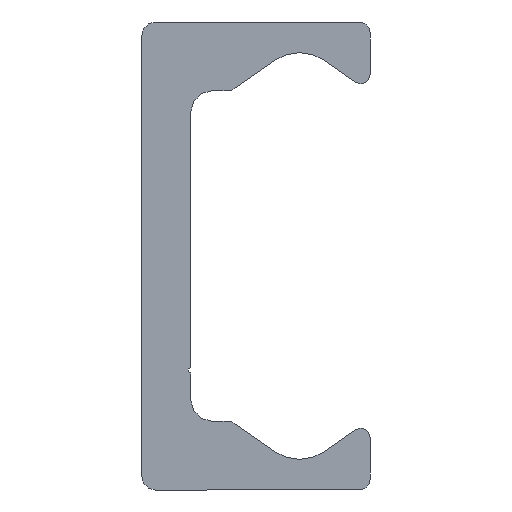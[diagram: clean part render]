
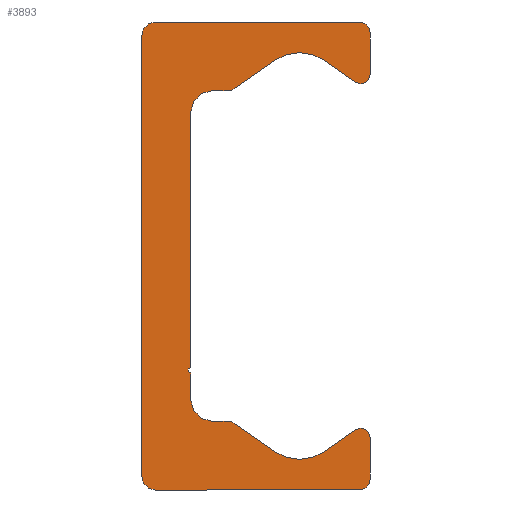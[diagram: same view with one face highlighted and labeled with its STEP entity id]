
A CAD part, left-side view. The second image highlights one B-rep face of the part: STEP entity #3893.
In plain terms, the highlighted planar face has unit normal (-1, 0, 0).
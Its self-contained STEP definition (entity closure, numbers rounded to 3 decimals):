
#2804=CARTESIAN_POINT('',(0.0,9.25,-21.5));
#2805=VERTEX_POINT('',#2804);
#2812=CARTESIAN_POINT('',(0.0,10.5,-20.25));
#2813=VERTEX_POINT('',#2812);
#2814=CARTESIAN_POINT('',(0.0,9.25,-20.25));
#2815=DIRECTION('',(1.0,0.0,0.0));
#2816=DIRECTION('',(0.0,0.0,-1.0));
#2817=AXIS2_PLACEMENT_3D('',#2814,#2815,#2816);
#2818=CIRCLE('',#2817,1.25);
#2819=EDGE_CURVE('',#2805,#2813,#2818,.T.);
#2843=CARTESIAN_POINT('',(0.0,-9.5,-21.5));
#2844=VERTEX_POINT('',#2843);
#2851=CARTESIAN_POINT('',(0.0,-9.5,-21.5));
#2852=DIRECTION('',(0.0,1.0,0.0));
#2853=VECTOR('',#2852,18.75);
#2854=LINE('',#2851,#2853);
#2855=EDGE_CURVE('',#2844,#2805,#2854,.T.);
#2875=CARTESIAN_POINT('',(0.0,-10.5,-20.5));
#2876=VERTEX_POINT('',#2875);
#2883=CARTESIAN_POINT('',(0.0,-9.5,-20.5));
#2884=DIRECTION('',(1.0,0.0,0.0));
#2885=DIRECTION('',(0.0,-1.0,0.0));
#2886=AXIS2_PLACEMENT_3D('',#2883,#2884,#2885);
#2887=CIRCLE('',#2886,1.0);
#2888=EDGE_CURVE('',#2876,#2844,#2887,.T.);
#2907=CARTESIAN_POINT('',(0.0,-10.5,-16.65));
#2908=VERTEX_POINT('',#2907);
#2915=CARTESIAN_POINT('',(0.0,-10.5,-16.65));
#2916=DIRECTION('',(0.0,0.0,-1.0));
#2917=VECTOR('',#2916,3.85);
#2918=LINE('',#2915,#2917);
#2919=EDGE_CURVE('',#2908,#2876,#2918,.T.);
#2939=CARTESIAN_POINT('',(0.0,-9.162,-15.954));
#2940=VERTEX_POINT('',#2939);
#2947=CARTESIAN_POINT('',(0.0,-9.65,-16.65));
#2948=DIRECTION('',(1.0,0.0,0.0));
#2949=DIRECTION('',(0.0,0.574,0.819));
#2950=AXIS2_PLACEMENT_3D('',#2947,#2948,#2949);
#2951=CIRCLE('',#2950,0.85);
#2952=EDGE_CURVE('',#2940,#2908,#2951,.T.);
#2971=CARTESIAN_POINT('',(0.0,-6.294,-17.962));
#2972=VERTEX_POINT('',#2971);
#2979=CARTESIAN_POINT('',(0.0,-6.294,-17.962));
#2980=DIRECTION('',(0.0,-0.819,0.574));
#2981=VECTOR('',#2980,3.501);
#2982=LINE('',#2979,#2981);
#2983=EDGE_CURVE('',#2972,#2940,#2982,.T.);
#3003=CARTESIAN_POINT('',(0.0,-1.706,-17.962));
#3004=VERTEX_POINT('',#3003);
#3011=CARTESIAN_POINT('',(0.0,-4.,-14.685));
#3012=DIRECTION('',(-1.0,0.0,0.0));
#3013=DIRECTION('',(0.0,0.574,0.819));
#3014=AXIS2_PLACEMENT_3D('',#3011,#3012,#3013);
#3015=CIRCLE('',#3014,4.0);
#3016=EDGE_CURVE('',#3004,#2972,#3015,.T.);
#3035=CARTESIAN_POINT('',(0.0,1.981,-15.381));
#3036=VERTEX_POINT('',#3035);
#3043=CARTESIAN_POINT('',(0.0,1.981,-15.381));
#3044=DIRECTION('',(0.0,-0.819,-0.574));
#3045=VECTOR('',#3044,4.5);
#3046=LINE('',#3043,#3045);
#3047=EDGE_CURVE('',#3036,#3004,#3046,.T.);
#3067=CARTESIAN_POINT('',(0.0,2.554,-15.2));
#3068=VERTEX_POINT('',#3067);
#3075=CARTESIAN_POINT('',(0.0,2.554,-16.2));
#3076=DIRECTION('',(1.0,0.0,0.0));
#3077=DIRECTION('',(0.0,0.0,1.0));
#3078=AXIS2_PLACEMENT_3D('',#3075,#3076,#3077);
#3079=CIRCLE('',#3078,1.);
#3080=EDGE_CURVE('',#3068,#3036,#3079,.T.);
#3099=CARTESIAN_POINT('',(0.0,4.0,-15.2));
#3100=VERTEX_POINT('',#3099);
#3107=CARTESIAN_POINT('',(0.0,4.0,-15.2));
#3108=DIRECTION('',(0.0,-1.0,0.0));
#3109=VECTOR('',#3108,1.446);
#3110=LINE('',#3107,#3109);
#3111=EDGE_CURVE('',#3100,#3068,#3110,.T.);
#3131=CARTESIAN_POINT('',(0.0,6.,-13.2));
#3132=VERTEX_POINT('',#3131);
#3139=CARTESIAN_POINT('',(0.0,4.,-13.2));
#3140=DIRECTION('',(-1.0,0.0,0.0));
#3141=DIRECTION('',(0.0,0.0,1.0));
#3142=AXIS2_PLACEMENT_3D('',#3139,#3140,#3141);
#3143=CIRCLE('',#3142,2.0);
#3144=EDGE_CURVE('',#3132,#3100,#3143,.T.);
#3163=CARTESIAN_POINT('',(0.0,6.,-10.75));
#3164=VERTEX_POINT('',#3163);
#3171=CARTESIAN_POINT('',(0.0,6.,-10.75));
#3172=DIRECTION('',(0.0,0.0,-1.0));
#3173=VECTOR('',#3172,2.45);
#3174=LINE('',#3171,#3173);
#3175=EDGE_CURVE('',#3164,#3132,#3174,.T.);
#3195=CARTESIAN_POINT('',(0.0,6.,-10.25));
#3196=VERTEX_POINT('',#3195);
#3203=CARTESIAN_POINT('',(0.0,6.,-10.5));
#3204=DIRECTION('',(-1.0,0.0,0.0));
#3205=DIRECTION('',(0.0,0.0,1.0));
#3206=AXIS2_PLACEMENT_3D('',#3203,#3204,#3205);
#3207=CIRCLE('',#3206,0.25);
#3208=EDGE_CURVE('',#3196,#3164,#3207,.T.);
#3227=CARTESIAN_POINT('',(0.0,6.,13.2));
#3228=VERTEX_POINT('',#3227);
#3235=CARTESIAN_POINT('',(0.0,6.,13.2));
#3236=DIRECTION('',(0.0,0.0,-1.0));
#3237=VECTOR('',#3236,23.45);
#3238=LINE('',#3235,#3237);
#3239=EDGE_CURVE('',#3228,#3196,#3238,.T.);
#3379=CARTESIAN_POINT('',(0.0,4.0,15.2));
#3380=VERTEX_POINT('',#3379);
#3387=CARTESIAN_POINT('',(0.0,4.,13.2));
#3388=DIRECTION('',(-1.0,0.0,0.0));
#3389=DIRECTION('',(0.0,-1.0,0.0));
#3390=AXIS2_PLACEMENT_3D('',#3387,#3388,#3389);
#3391=CIRCLE('',#3390,2.0);
#3392=EDGE_CURVE('',#3380,#3228,#3391,.T.);
#3411=CARTESIAN_POINT('',(0.0,2.554,15.2));
#3412=VERTEX_POINT('',#3411);
#3419=CARTESIAN_POINT('',(0.0,2.554,15.2));
#3420=DIRECTION('',(0.0,1.0,0.0));
#3421=VECTOR('',#3420,1.446);
#3422=LINE('',#3419,#3421);
#3423=EDGE_CURVE('',#3412,#3380,#3422,.T.);
#3443=CARTESIAN_POINT('',(0.0,1.981,15.381));
#3444=VERTEX_POINT('',#3443);
#3451=CARTESIAN_POINT('',(0.0,2.554,16.2));
#3452=DIRECTION('',(1.0,0.0,0.0));
#3453=DIRECTION('',(0.0,-0.574,-0.819));
#3454=AXIS2_PLACEMENT_3D('',#3451,#3452,#3453);
#3455=CIRCLE('',#3454,1.);
#3456=EDGE_CURVE('',#3444,#3412,#3455,.T.);
#3475=CARTESIAN_POINT('',(0.0,-1.706,17.962));
#3476=VERTEX_POINT('',#3475);
#3483=CARTESIAN_POINT('',(0.0,-1.706,17.962));
#3484=DIRECTION('',(0.0,0.819,-0.574));
#3485=VECTOR('',#3484,4.5);
#3486=LINE('',#3483,#3485);
#3487=EDGE_CURVE('',#3476,#3444,#3486,.T.);
#3507=CARTESIAN_POINT('',(0.0,-6.294,17.962));
#3508=VERTEX_POINT('',#3507);
#3515=CARTESIAN_POINT('',(0.0,-4.,14.685));
#3516=DIRECTION('',(-1.0,0.0,0.0));
#3517=DIRECTION('',(0.0,-0.574,-0.819));
#3518=AXIS2_PLACEMENT_3D('',#3515,#3516,#3517);
#3519=CIRCLE('',#3518,4.0);
#3520=EDGE_CURVE('',#3508,#3476,#3519,.T.);
#3539=CARTESIAN_POINT('',(0.0,-9.162,15.954));
#3540=VERTEX_POINT('',#3539);
#3547=CARTESIAN_POINT('',(0.0,-9.162,15.954));
#3548=DIRECTION('',(0.0,0.819,0.574));
#3549=VECTOR('',#3548,3.501);
#3550=LINE('',#3547,#3549);
#3551=EDGE_CURVE('',#3540,#3508,#3550,.T.);
#3571=CARTESIAN_POINT('',(0.0,-10.5,16.65));
#3572=VERTEX_POINT('',#3571);
#3579=CARTESIAN_POINT('',(0.0,-9.65,16.65));
#3580=DIRECTION('',(1.0,0.0,0.0));
#3581=DIRECTION('',(0.0,-1.0,0.0));
#3582=AXIS2_PLACEMENT_3D('',#3579,#3580,#3581);
#3583=CIRCLE('',#3582,0.85);
#3584=EDGE_CURVE('',#3572,#3540,#3583,.T.);
#3603=CARTESIAN_POINT('',(0.0,-10.5,20.5));
#3604=VERTEX_POINT('',#3603);
#3611=CARTESIAN_POINT('',(0.0,-10.5,20.5));
#3612=DIRECTION('',(0.0,0.0,-1.0));
#3613=VECTOR('',#3612,3.85);
#3614=LINE('',#3611,#3613);
#3615=EDGE_CURVE('',#3604,#3572,#3614,.T.);
#3635=CARTESIAN_POINT('',(0.0,-9.5,21.5));
#3636=VERTEX_POINT('',#3635);
#3643=CARTESIAN_POINT('',(0.0,-9.5,20.5));
#3644=DIRECTION('',(1.0,0.0,0.0));
#3645=DIRECTION('',(0.0,0.0,1.0));
#3646=AXIS2_PLACEMENT_3D('',#3643,#3644,#3645);
#3647=CIRCLE('',#3646,1.0);
#3648=EDGE_CURVE('',#3636,#3604,#3647,.T.);
#3667=CARTESIAN_POINT('',(0.0,9.25,21.5));
#3668=VERTEX_POINT('',#3667);
#3675=CARTESIAN_POINT('',(0.0,9.25,21.5));
#3676=DIRECTION('',(0.0,-1.0,0.0));
#3677=VECTOR('',#3676,18.75);
#3678=LINE('',#3675,#3677);
#3679=EDGE_CURVE('',#3668,#3636,#3678,.T.);
#3699=CARTESIAN_POINT('',(0.0,10.5,20.25));
#3700=VERTEX_POINT('',#3699);
#3707=CARTESIAN_POINT('',(0.0,9.25,20.25));
#3708=DIRECTION('',(1.0,0.0,0.0));
#3709=DIRECTION('',(0.0,1.0,0.0));
#3710=AXIS2_PLACEMENT_3D('',#3707,#3708,#3709);
#3711=CIRCLE('',#3710,1.25);
#3712=EDGE_CURVE('',#3700,#3668,#3711,.T.);
#3730=CARTESIAN_POINT('',(0.0,10.5,-20.25));
#3731=DIRECTION('',(0.0,0.0,1.0));
#3732=VECTOR('',#3731,40.5);
#3733=LINE('',#3730,#3732);
#3734=EDGE_CURVE('',#2813,#3700,#3733,.T.);
#3860=CARTESIAN_POINT('',(0.0,2.66,-0.019));
#3861=DIRECTION('',(1.0,0.0,0.0));
#3862=DIRECTION('',(0.0,0.0,-1.0));
#3863=AXIS2_PLACEMENT_3D('',#3860,#3861,#3862);
#3864=PLANE('',#3863);
#3865=ORIENTED_EDGE('',*,*,#3734,.F.);
#3866=ORIENTED_EDGE('',*,*,#2819,.F.);
#3867=ORIENTED_EDGE('',*,*,#2855,.F.);
#3868=ORIENTED_EDGE('',*,*,#2888,.F.);
#3869=ORIENTED_EDGE('',*,*,#2919,.F.);
#3870=ORIENTED_EDGE('',*,*,#2952,.F.);
#3871=ORIENTED_EDGE('',*,*,#2983,.F.);
#3872=ORIENTED_EDGE('',*,*,#3016,.F.);
#3873=ORIENTED_EDGE('',*,*,#3047,.F.);
#3874=ORIENTED_EDGE('',*,*,#3080,.F.);
#3875=ORIENTED_EDGE('',*,*,#3111,.F.);
#3876=ORIENTED_EDGE('',*,*,#3144,.F.);
#3877=ORIENTED_EDGE('',*,*,#3175,.F.);
#3878=ORIENTED_EDGE('',*,*,#3208,.F.);
#3879=ORIENTED_EDGE('',*,*,#3239,.F.);
#3880=ORIENTED_EDGE('',*,*,#3392,.F.);
#3881=ORIENTED_EDGE('',*,*,#3423,.F.);
#3882=ORIENTED_EDGE('',*,*,#3456,.F.);
#3883=ORIENTED_EDGE('',*,*,#3487,.F.);
#3884=ORIENTED_EDGE('',*,*,#3520,.F.);
#3885=ORIENTED_EDGE('',*,*,#3551,.F.);
#3886=ORIENTED_EDGE('',*,*,#3584,.F.);
#3887=ORIENTED_EDGE('',*,*,#3615,.F.);
#3888=ORIENTED_EDGE('',*,*,#3648,.F.);
#3889=ORIENTED_EDGE('',*,*,#3679,.F.);
#3890=ORIENTED_EDGE('',*,*,#3712,.F.);
#3891=EDGE_LOOP('',(#3865,#3866,#3867,#3868,#3869,#3870,#3871,#3872,#3873,#3874,#3875,#3876,#3877,#3878,#3879,#3880,#3881,#3882,#3883,#3884,#3885,#3886,#3887,#3888,#3889,#3890));
#3892=FACE_OUTER_BOUND('',#3891,.T.);
#3893=ADVANCED_FACE('',(#3892),#3864,.F.);
